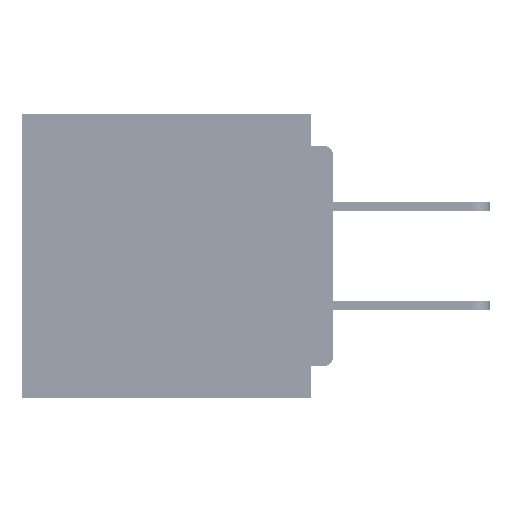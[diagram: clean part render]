
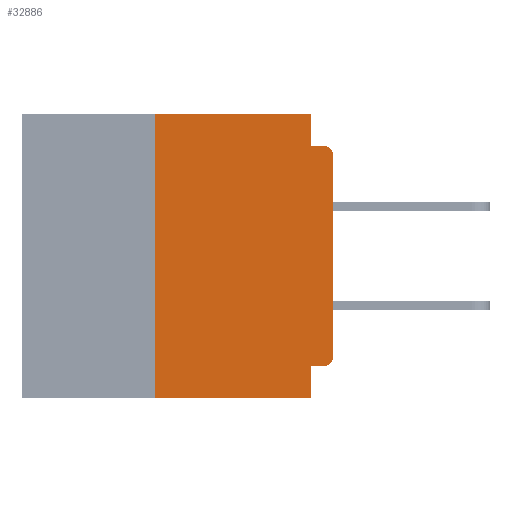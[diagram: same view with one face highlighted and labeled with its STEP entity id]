
A CAD part, left-side view. The second image highlights one B-rep face of the part: STEP entity #32886.
In plain terms, the highlighted planar face has unit normal (-1, 0, 0).
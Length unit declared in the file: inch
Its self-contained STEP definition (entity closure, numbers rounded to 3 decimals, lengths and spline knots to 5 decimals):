
#143 = VERTEX_POINT ( 'NONE', #44049 ) ;
#2580 = VECTOR ( 'NONE', #22066, 39.37008 ) ;
#2624 = EDGE_CURVE ( 'NONE', #24616, #61513, #47138, .T. ) ;
#2727 = ORIENTED_EDGE ( 'NONE', *, *, #11687, .F. ) ;
#4399 = DIRECTION ( 'NONE',  ( 0., 0., -1. ) ) ;
#4496 = EDGE_CURVE ( 'NONE', #38257, #143, #31475, .T. ) ;
#4938 = VECTOR ( 'NONE', #31218, 39.37008 ) ;
#7108 = DIRECTION ( 'NONE',  ( 0., 0., 1. ) ) ;
#7498 = CARTESIAN_POINT ( 'NONE',  ( 0., 0., -0.045 ) ) ;
#7658 = VERTEX_POINT ( 'NONE', #67249 ) ;
#8080 = DIRECTION ( 'NONE',  ( -1., 0., 0. ) ) ;
#8423 = LINE ( 'NONE', #25653, #4938 ) ;
#10396 = ORIENTED_EDGE ( 'NONE', *, *, #2624, .T. ) ;
#10912 = ORIENTED_EDGE ( 'NONE', *, *, #43231, .F. ) ;
#11687 = EDGE_CURVE ( 'NONE', #67168, #20170, #41453, .T. ) ;
#13992 = CARTESIAN_POINT ( 'NONE',  ( 0., 0.437, -0.4 ) ) ;
#14672 = CARTESIAN_POINT ( 'NONE',  ( 0., 0.031, 0. ) ) ;
#15857 = AXIS2_PLACEMENT_3D ( 'NONE', #24544, #63036, #30115 ) ;
#17051 = LINE ( 'NONE', #48257, #30073 ) ;
#17309 = LINE ( 'NONE', #7498, #59554 ) ;
#18178 = PLANE ( 'NONE',  #22299 ) ;
#19263 = CARTESIAN_POINT ( 'NONE',  ( 0., 0., -0.34 ) ) ;
#20170 = VERTEX_POINT ( 'NONE', #62771 ) ;
#20801 = DIRECTION ( 'NONE',  ( 0., 0., -1. ) ) ;
#21172 = EDGE_CURVE ( 'NONE', #143, #67168, #36045, .T. ) ;
#22066 = DIRECTION ( 'NONE',  ( 0., 0., 1. ) ) ;
#22299 = AXIS2_PLACEMENT_3D ( 'NONE', #45675, #23783, #62256 ) ;
#22581 = VERTEX_POINT ( 'NONE', #52575 ) ;
#23783 = DIRECTION ( 'NONE',  ( 1., 0., 0. ) ) ;
#24169 = DIRECTION ( 'NONE',  ( 0., -1., 0. ) ) ;
#24544 = CARTESIAN_POINT ( 'NONE',  ( 0., 0.015, -0.06 ) ) ;
#24616 = VERTEX_POINT ( 'NONE', #63541 ) ;
#25653 = CARTESIAN_POINT ( 'NONE',  ( 0., 0., -0.355 ) ) ;
#30073 = VECTOR ( 'NONE', #20801, 39.37008 ) ;
#30115 = DIRECTION ( 'NONE',  ( 0., 0., -1. ) ) ;
#31218 = DIRECTION ( 'NONE',  ( 0., 1., 0. ) ) ;
#31270 = EDGE_CURVE ( 'NONE', #42825, #7658, #17051, .T. ) ;
#31475 = LINE ( 'NONE', #45677, #59007 ) ;
#32769 = ORIENTED_EDGE ( 'NONE', *, *, #21172, .F. ) ;
#32886 = ADVANCED_FACE ( 'NONE', ( #49569 ), #18178, .F. ) ;
#33702 = CARTESIAN_POINT ( 'NONE',  ( 0., 0., -0.06 ) ) ;
#33794 = EDGE_LOOP ( 'NONE', ( #62361, #42308, #10912, #2727, #32769, #64283, #70103, #38707, #53759, #10396 ) ) ;
#34593 = EDGE_CURVE ( 'NONE', #61513, #60605, #48291, .T. ) ;
#36045 = LINE ( 'NONE', #57304, #63532 ) ;
#37453 = CIRCLE ( 'NONE', #15857, 0.015 ) ;
#38257 = VERTEX_POINT ( 'NONE', #60713 ) ;
#38707 = ORIENTED_EDGE ( 'NONE', *, *, #31270, .F. ) ;
#39524 = VECTOR ( 'NONE', #52600, 39.37008 ) ;
#41114 = CARTESIAN_POINT ( 'NONE',  ( 0., 0.015, -0.34 ) ) ;
#41453 = LINE ( 'NONE', #43013, #50905 ) ;
#42308 = ORIENTED_EDGE ( 'NONE', *, *, #51639, .T. ) ;
#42825 = VERTEX_POINT ( 'NONE', #47064 ) ;
#43013 = CARTESIAN_POINT ( 'NONE',  ( 0., 0.031, 0. ) ) ;
#43231 = EDGE_CURVE ( 'NONE', #20170, #22581, #17309, .T. ) ;
#44049 = CARTESIAN_POINT ( 'NONE',  ( 0., 0.25, 0. ) ) ;
#45675 = CARTESIAN_POINT ( 'NONE',  ( 0., 0.437, 0. ) ) ;
#45677 = CARTESIAN_POINT ( 'NONE',  ( 0., 0.25, -0.4 ) ) ;
#46671 = DIRECTION ( 'NONE',  ( 0., 0., -1. ) ) ;
#47045 = EDGE_CURVE ( 'NONE', #24616, #42825, #8423, .T. ) ;
#47064 = CARTESIAN_POINT ( 'NONE',  ( 0., 0.031, -0.355 ) ) ;
#47138 = CIRCLE ( 'NONE', #62343, 0.015 ) ;
#48257 = CARTESIAN_POINT ( 'NONE',  ( 0., 0.031, -0.4 ) ) ;
#48291 = LINE ( 'NONE', #55043, #2580 ) ;
#49569 = FACE_OUTER_BOUND ( 'NONE', #33794, .T. ) ;
#50905 = VECTOR ( 'NONE', #4399, 39.37008 ) ;
#51639 = EDGE_CURVE ( 'NONE', #60605, #22581, #37453, .T. ) ;
#52575 = CARTESIAN_POINT ( 'NONE',  ( 0., 0.015, -0.045 ) ) ;
#52600 = DIRECTION ( 'NONE',  ( 0., -1., 0. ) ) ;
#53759 = ORIENTED_EDGE ( 'NONE', *, *, #47045, .F. ) ;
#55043 = CARTESIAN_POINT ( 'NONE',  ( 0., 0., 0. ) ) ;
#55513 = EDGE_CURVE ( 'NONE', #38257, #7658, #68764, .T. ) ;
#57304 = CARTESIAN_POINT ( 'NONE',  ( 0., 0.437, 0. ) ) ;
#59007 = VECTOR ( 'NONE', #7108, 39.37008 ) ;
#59554 = VECTOR ( 'NONE', #24169, 39.37008 ) ;
#60605 = VERTEX_POINT ( 'NONE', #33702 ) ;
#60713 = CARTESIAN_POINT ( 'NONE',  ( 0., 0.25, -0.4 ) ) ;
#61513 = VERTEX_POINT ( 'NONE', #19263 ) ;
#62256 = DIRECTION ( 'NONE',  ( 0., 0., -1. ) ) ;
#62343 = AXIS2_PLACEMENT_3D ( 'NONE', #41114, #8080, #46671 ) ;
#62361 = ORIENTED_EDGE ( 'NONE', *, *, #34593, .T. ) ;
#62771 = CARTESIAN_POINT ( 'NONE',  ( 0., 0.031, -0.045 ) ) ;
#62826 = DIRECTION ( 'NONE',  ( 0., -1., 0. ) ) ;
#63036 = DIRECTION ( 'NONE',  ( -1., 0., 0. ) ) ;
#63532 = VECTOR ( 'NONE', #62826, 39.37008 ) ;
#63541 = CARTESIAN_POINT ( 'NONE',  ( 0., 0.015, -0.355 ) ) ;
#64283 = ORIENTED_EDGE ( 'NONE', *, *, #4496, .F. ) ;
#67168 = VERTEX_POINT ( 'NONE', #14672 ) ;
#67249 = CARTESIAN_POINT ( 'NONE',  ( 0., 0.031, -0.4 ) ) ;
#68764 = LINE ( 'NONE', #13992, #39524 ) ;
#70103 = ORIENTED_EDGE ( 'NONE', *, *, #55513, .T. ) ;
